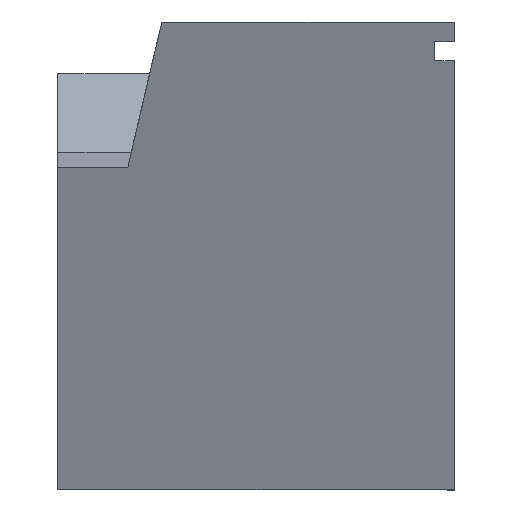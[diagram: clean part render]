
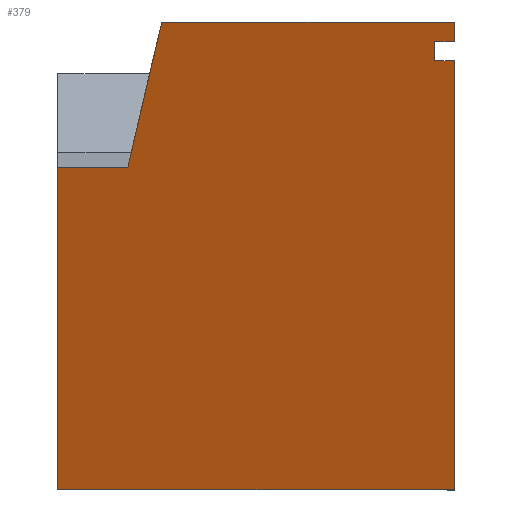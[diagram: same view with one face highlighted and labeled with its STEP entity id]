
A CAD part, left-side view. The second image highlights one B-rep face of the part: STEP entity #379.
In plain terms, the highlighted planar face has unit normal (-0.94, 0, -0.342).
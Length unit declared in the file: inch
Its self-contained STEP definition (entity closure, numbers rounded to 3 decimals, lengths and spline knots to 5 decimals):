
#33=FACE_OUTER_BOUND('',#52,.T.);
#52=EDGE_LOOP('',(#332,#333,#334,#335,#336,#337,#338,#339,#340,#341));
#53=LINE('',#508,#104);
#78=LINE('',#559,#129);
#90=LINE('',#582,#141);
#92=LINE('',#586,#143);
#94=LINE('',#590,#145);
#96=LINE('',#594,#147);
#98=LINE('',#598,#149);
#100=LINE('',#601,#151);
#101=LINE('',#604,#152);
#103=LINE('',#607,#154);
#104=VECTOR('',#417,0.3937);
#129=VECTOR('',#454,0.3937);
#141=VECTOR('',#474,0.3937);
#143=VECTOR('',#478,0.3937);
#145=VECTOR('',#482,0.3937);
#147=VECTOR('',#486,0.3937);
#149=VECTOR('',#490,0.3937);
#151=VECTOR('',#494,0.3937);
#152=VECTOR('',#497,0.3937);
#154=VECTOR('',#501,0.3937);
#155=VERTEX_POINT('',#506);
#156=VERTEX_POINT('',#507);
#175=VERTEX_POINT('',#557);
#176=VERTEX_POINT('',#558);
#183=VERTEX_POINT('',#581);
#184=VERTEX_POINT('',#585);
#185=VERTEX_POINT('',#589);
#186=VERTEX_POINT('',#593);
#187=VERTEX_POINT('',#597);
#188=VERTEX_POINT('',#603);
#189=EDGE_CURVE('',#155,#156,#53,.T.);
#214=EDGE_CURVE('',#175,#176,#78,.T.);
#226=EDGE_CURVE('',#183,#155,#90,.T.);
#228=EDGE_CURVE('',#184,#183,#92,.T.);
#230=EDGE_CURVE('',#185,#184,#94,.T.);
#232=EDGE_CURVE('',#156,#186,#96,.T.);
#234=EDGE_CURVE('',#187,#185,#98,.T.);
#236=EDGE_CURVE('',#186,#175,#100,.T.);
#237=EDGE_CURVE('',#188,#187,#101,.T.);
#239=EDGE_CURVE('',#176,#188,#103,.T.);
#332=ORIENTED_EDGE('',*,*,#239,.F.);
#333=ORIENTED_EDGE('',*,*,#214,.F.);
#334=ORIENTED_EDGE('',*,*,#236,.F.);
#335=ORIENTED_EDGE('',*,*,#232,.F.);
#336=ORIENTED_EDGE('',*,*,#189,.F.);
#337=ORIENTED_EDGE('',*,*,#226,.F.);
#338=ORIENTED_EDGE('',*,*,#228,.F.);
#339=ORIENTED_EDGE('',*,*,#230,.F.);
#340=ORIENTED_EDGE('',*,*,#234,.F.);
#341=ORIENTED_EDGE('',*,*,#237,.F.);
#360=PLANE('',#412);
#379=ADVANCED_FACE('',(#33),#360,.F.);
#412=AXIS2_PLACEMENT_3D('',#608,#502,#503);
#417=DIRECTION('',(0.,1.,0.));
#454=DIRECTION('',(-0.334,-0.214,0.918));
#474=DIRECTION('',(0.342,0.,-0.94));
#478=DIRECTION('',(0.,-1.,0.));
#482=DIRECTION('',(0.342,0.,-0.94));
#486=DIRECTION('',(-0.342,0.,0.94));
#490=DIRECTION('',(0.,1.,0.));
#494=DIRECTION('',(0.,-1.,0.));
#497=DIRECTION('',(0.342,0.,-0.94));
#501=DIRECTION('',(0.,-1.,0.));
#502=DIRECTION('center_axis',(0.94,0.,0.342));
#503=DIRECTION('ref_axis',(0.342,0.,-0.94));
#506=CARTESIAN_POINT('',(3.1113,-7.875,-9.));
#507=CARTESIAN_POINT('',(3.1113,-0.25,-9.));
#508=CARTESIAN_POINT('',(3.1113,-4.0625,-9.));
#557=CARTESIAN_POINT('',(0.85441,-1.59684,-2.79927));
#558=CARTESIAN_POINT('',(-0.16444,-2.25,0.));
#559=CARTESIAN_POINT('',(7.81024,2.86239,-21.91022));
#581=CARTESIAN_POINT('',(0.10854,-7.875,-0.75));
#582=CARTESIAN_POINT('',(15.10164,-7.875,-41.94319));
#585=CARTESIAN_POINT('',(0.10854,-7.5,-0.75));
#586=CARTESIAN_POINT('',(0.10854,-7.875,-0.75));
#589=CARTESIAN_POINT('',(-0.02795,-7.5,-0.375));
#590=CARTESIAN_POINT('',(15.06958,-7.5,-41.85509));
#593=CARTESIAN_POINT('',(0.85441,-0.25,-2.79927));
#594=CARTESIAN_POINT('',(15.80706,-0.25,-43.88131));
#597=CARTESIAN_POINT('',(-0.02795,-7.875,-0.375));
#598=CARTESIAN_POINT('',(-0.02795,-7.6875,-0.375));
#601=CARTESIAN_POINT('',(0.85441,-4.0625,-2.79927));
#603=CARTESIAN_POINT('',(-0.16444,-7.875,0.));
#604=CARTESIAN_POINT('',(15.03751,-7.875,-41.767));
#607=CARTESIAN_POINT('',(-0.16444,-7.875,0.));
#608=CARTESIAN_POINT('Origin',(-1.83401,-7.875,4.58709));
